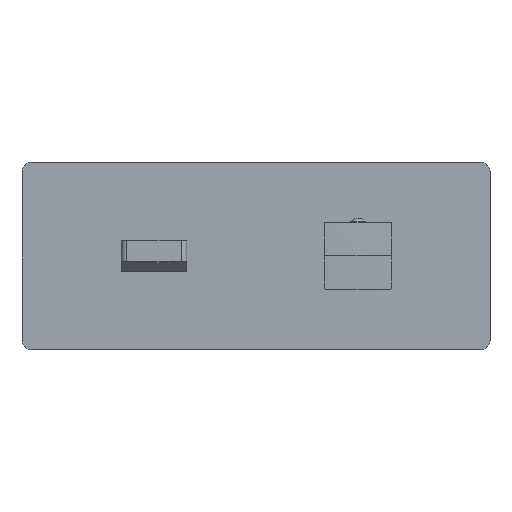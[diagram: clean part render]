
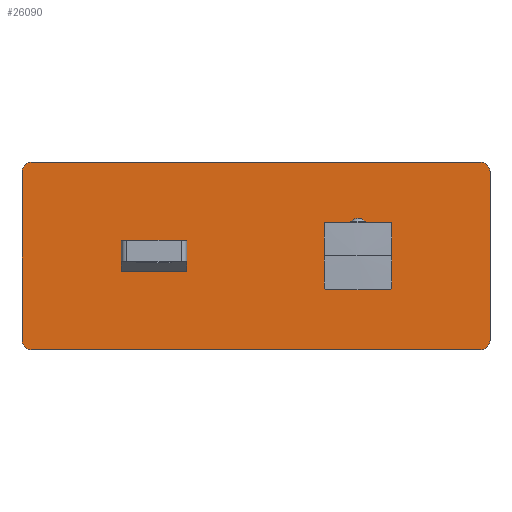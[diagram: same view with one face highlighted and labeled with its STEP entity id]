
A CAD part, top view. The second image highlights one B-rep face of the part: STEP entity #26090.
In plain terms, the highlighted planar face has unit normal (0, 0, 1).
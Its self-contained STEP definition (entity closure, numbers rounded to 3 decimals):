
#23338=CARTESIAN_POINT('',(65.5,45.,56.5));
#23339=DIRECTION('',(0.,0.,1.));
#23340=DIRECTION('',(1.,0.,0.));
#23341=AXIS2_PLACEMENT_3D('',#23338,#23339,#23340);
#23343=DIRECTION('',(0.,1.,0.));
#23344=VECTOR('',#23343,90.);
#23345=CARTESIAN_POINT('',(70.5,-45.,56.5));
#23346=LINE('',#23345,#23344);
#23347=CARTESIAN_POINT('',(65.5,-45.,56.5));
#23348=DIRECTION('',(0.,0.,1.));
#23349=DIRECTION('',(0.,-1.,0.));
#23350=AXIS2_PLACEMENT_3D('',#23347,#23348,#23349);
#23352=DIRECTION('',(1.,0.,0.));
#23353=VECTOR('',#23352,240.);
#23354=CARTESIAN_POINT('',(-174.5,-50.,56.5));
#23355=LINE('',#23354,#23353);
#23356=CARTESIAN_POINT('',(-174.5,-45.,56.5));
#23357=DIRECTION('',(0.,0.,1.));
#23358=DIRECTION('',(-1.,0.,0.));
#23359=AXIS2_PLACEMENT_3D('',#23356,#23357,#23358);
#23361=DIRECTION('',(0.,-1.,0.));
#23362=VECTOR('',#23361,90.);
#23363=CARTESIAN_POINT('',(-179.5,45.,56.5));
#23364=LINE('',#23363,#23362);
#23365=CARTESIAN_POINT('',(-174.5,45.,56.5));
#23366=DIRECTION('',(0.,0.,1.));
#23367=DIRECTION('',(0.,1.,0.));
#23368=AXIS2_PLACEMENT_3D('',#23365,#23366,#23367);
#23370=DIRECTION('',(-1.,0.,0.));
#23371=VECTOR('',#23370,240.);
#23372=CARTESIAN_POINT('',(65.5,50.,56.5));
#23373=LINE('',#23372,#23371);
#23374=CARTESIAN_POINT('',(0.,0.,56.5));
#23375=DIRECTION('',(0.,0.,-1.));
#23376=DIRECTION('',(1.,0.,0.));
#23377=AXIS2_PLACEMENT_3D('',#23374,#23375,#23376);
#23379=CARTESIAN_POINT('',(0.,0.,56.5));
#23380=DIRECTION('',(0.,0.,-1.));
#23381=DIRECTION('',(-1.,0.,0.));
#23382=AXIS2_PLACEMENT_3D('',#23379,#23380,#23381);
#23384=DIRECTION('',(1.,0.,0.));
#23385=VECTOR('',#23384,35.);
#23386=CARTESIAN_POINT('',(-126.5,-8.25,56.5));
#23387=LINE('',#23386,#23385);
#23388=DIRECTION('',(0.,1.,0.));
#23389=VECTOR('',#23388,16.5);
#23390=CARTESIAN_POINT('',(-91.5,-8.25,56.5));
#23391=LINE('',#23390,#23389);
#23392=DIRECTION('',(1.,0.,0.));
#23393=VECTOR('',#23392,35.);
#23394=CARTESIAN_POINT('',(-126.5,8.25,56.5));
#23395=LINE('',#23394,#23393);
#23396=DIRECTION('',(0.,1.,0.));
#23397=VECTOR('',#23396,16.5);
#23398=CARTESIAN_POINT('',(-126.5,-8.25,56.5));
#23399=LINE('',#23398,#23397);
#25463=CARTESIAN_POINT('',(18.,0.,56.5));
#25464=CARTESIAN_POINT('',(-18.,0.,56.5));
#25465=VERTEX_POINT('',#25463);
#25466=VERTEX_POINT('',#25464);
#25471=CARTESIAN_POINT('',(70.5,45.,56.5));
#25472=VERTEX_POINT('',#25471);
#25473=CARTESIAN_POINT('',(65.5,50.,56.5));
#25474=VERTEX_POINT('',#25473);
#25479=CARTESIAN_POINT('',(-174.5,50.,56.5));
#25480=VERTEX_POINT('',#25479);
#25481=CARTESIAN_POINT('',(-179.5,45.,56.5));
#25482=VERTEX_POINT('',#25481);
#25487=CARTESIAN_POINT('',(-179.5,-45.,56.5));
#25488=VERTEX_POINT('',#25487);
#25489=CARTESIAN_POINT('',(-174.5,-50.,56.5));
#25490=VERTEX_POINT('',#25489);
#25495=CARTESIAN_POINT('',(65.5,-50.,56.5));
#25496=VERTEX_POINT('',#25495);
#25497=CARTESIAN_POINT('',(70.5,-45.,56.5));
#25498=VERTEX_POINT('',#25497);
#25605=CARTESIAN_POINT('',(-126.5,-8.25,56.5));
#25606=CARTESIAN_POINT('',(-91.5,-8.25,56.5));
#25607=VERTEX_POINT('',#25605);
#25608=VERTEX_POINT('',#25606);
#25609=CARTESIAN_POINT('',(-126.5,8.25,56.5));
#25610=CARTESIAN_POINT('',(-91.5,8.25,56.5));
#25611=VERTEX_POINT('',#25609);
#25612=VERTEX_POINT('',#25610);
#26053=CARTESIAN_POINT('',(0.,0.,56.5));
#26054=DIRECTION('',(0.,0.,1.));
#26055=DIRECTION('',(1.,0.,0.));
#26056=AXIS2_PLACEMENT_3D('',#26053,#26054,#26055);
#26057=PLANE('',#26056);
#26059=ORIENTED_EDGE('',*,*,#26058,.F.);
#26061=ORIENTED_EDGE('',*,*,#26060,.F.);
#26063=ORIENTED_EDGE('',*,*,#26062,.F.);
#26065=ORIENTED_EDGE('',*,*,#26064,.F.);
#26067=ORIENTED_EDGE('',*,*,#26066,.F.);
#26069=ORIENTED_EDGE('',*,*,#26068,.F.);
#26071=ORIENTED_EDGE('',*,*,#26070,.F.);
#26073=ORIENTED_EDGE('',*,*,#26072,.F.);
#26074=EDGE_LOOP('',(#26059,#26061,#26063,#26065,#26067,#26069,#26071,#26073));
#26075=FACE_OUTER_BOUND('',#26074,.F.);
#26077=ORIENTED_EDGE('',*,*,#26076,.F.);
#26079=ORIENTED_EDGE('',*,*,#26078,.F.);
#26080=EDGE_LOOP('',(#26077,#26079));
#26081=FACE_BOUND('',#26080,.F.);
#26082=ORIENTED_EDGE('',*,*,#26005,.T.);
#26084=ORIENTED_EDGE('',*,*,#26083,.T.);
#26086=ORIENTED_EDGE('',*,*,#26085,.F.);
#26087=ORIENTED_EDGE('',*,*,#26032,.F.);
#26088=EDGE_LOOP('',(#26082,#26084,#26086,#26087));
#26089=FACE_BOUND('',#26088,.F.);
#26090=ADVANCED_FACE('',(#26075,#26081,#26089),#26057,.T.);
#23342=CIRCLE('',#23341,5.);
#23351=CIRCLE('',#23350,5.);
#23360=CIRCLE('',#23359,5.);
#23369=CIRCLE('',#23368,5.);
#23378=CIRCLE('',#23377,18.);
#23383=CIRCLE('',#23382,18.);
#26005=EDGE_CURVE('',#25607,#25608,#23387,.T.);
#26032=EDGE_CURVE('',#25607,#25611,#23399,.T.);
#26058=EDGE_CURVE('',#25472,#25474,#23342,.T.);
#26060=EDGE_CURVE('',#25498,#25472,#23346,.T.);
#26062=EDGE_CURVE('',#25496,#25498,#23351,.T.);
#26064=EDGE_CURVE('',#25490,#25496,#23355,.T.);
#26066=EDGE_CURVE('',#25488,#25490,#23360,.T.);
#26068=EDGE_CURVE('',#25482,#25488,#23364,.T.);
#26070=EDGE_CURVE('',#25480,#25482,#23369,.T.);
#26072=EDGE_CURVE('',#25474,#25480,#23373,.T.);
#26076=EDGE_CURVE('',#25465,#25466,#23378,.T.);
#26078=EDGE_CURVE('',#25466,#25465,#23383,.T.);
#26083=EDGE_CURVE('',#25608,#25612,#23391,.T.);
#26085=EDGE_CURVE('',#25611,#25612,#23395,.T.);
